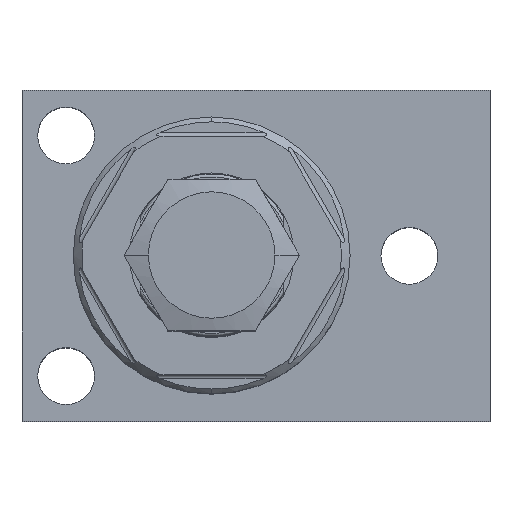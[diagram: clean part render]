
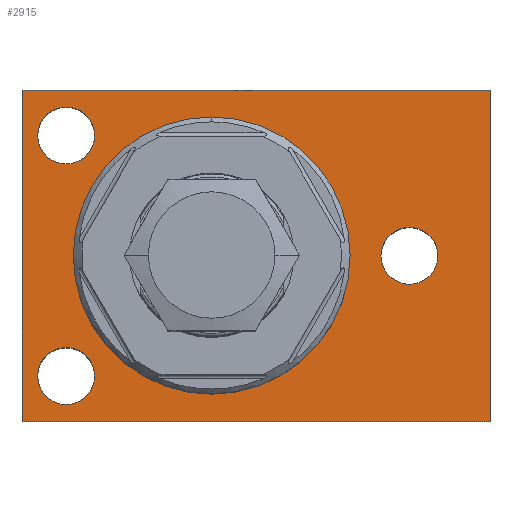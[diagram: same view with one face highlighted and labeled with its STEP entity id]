
A CAD part, top view. The second image highlights one B-rep face of the part: STEP entity #2915.
In plain terms, the highlighted planar face has unit normal (0, 0, 1).
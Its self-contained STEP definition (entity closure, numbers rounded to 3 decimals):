
#740=DIRECTION('',(0.,1.,0.));
#741=VECTOR('',#740,41.529);
#742=CARTESIAN_POINT('',(-23.8,-20.765,20.98));
#743=LINE('',#742,#741);
#744=CARTESIAN_POINT('',(0.,0.,20.98));
#745=DIRECTION('',(0.,0.,1.));
#746=DIRECTION('',(1.,0.,0.));
#747=AXIS2_PLACEMENT_3D('',#744,#745,#746);
#749=CARTESIAN_POINT('',(0.,0.,20.98));
#750=DIRECTION('',(0.,0.,1.));
#751=DIRECTION('',(-1.,0.,0.));
#752=AXIS2_PLACEMENT_3D('',#749,#750,#751);
#754=CARTESIAN_POINT('',(-18.263,-15.088,20.98));
#755=DIRECTION('',(0.,0.,-1.));
#756=DIRECTION('',(-1.,0.,0.));
#757=AXIS2_PLACEMENT_3D('',#754,#755,#756);
#759=CARTESIAN_POINT('',(-18.263,-15.088,20.98));
#760=DIRECTION('',(0.,0.,-1.));
#761=DIRECTION('',(1.,0.,0.));
#762=AXIS2_PLACEMENT_3D('',#759,#760,#761);
#764=CARTESIAN_POINT('',(-18.263,15.088,20.98));
#765=DIRECTION('',(0.,0.,-1.));
#766=DIRECTION('',(-1.,0.,0.));
#767=AXIS2_PLACEMENT_3D('',#764,#765,#766);
#769=CARTESIAN_POINT('',(-18.263,15.088,20.98));
#770=DIRECTION('',(0.,0.,-1.));
#771=DIRECTION('',(1.,0.,0.));
#772=AXIS2_PLACEMENT_3D('',#769,#770,#771);
#774=CARTESIAN_POINT('',(24.816,0.,20.98));
#775=DIRECTION('',(0.,0.,-1.));
#776=DIRECTION('',(-1.,0.,0.));
#777=AXIS2_PLACEMENT_3D('',#774,#775,#776);
#779=CARTESIAN_POINT('',(24.816,0.,20.98));
#780=DIRECTION('',(0.,0.,-1.));
#781=DIRECTION('',(1.,0.,0.));
#782=AXIS2_PLACEMENT_3D('',#779,#780,#781);
#792=DIRECTION('',(1.,0.,0.));
#793=VECTOR('',#792,58.725);
#794=CARTESIAN_POINT('',(-23.8,-20.765,20.98));
#795=LINE('',#794,#793);
#844=DIRECTION('',(0.,1.,0.));
#845=VECTOR('',#844,41.529);
#846=CARTESIAN_POINT('',(34.925,-20.765,20.98));
#847=LINE('',#846,#845);
#866=DIRECTION('',(1.,0.,0.));
#867=VECTOR('',#866,58.725);
#868=CARTESIAN_POINT('',(-23.8,20.765,20.98));
#869=LINE('',#868,#867);
#1861=CARTESIAN_POINT('',(-23.8,-20.765,20.98));
#1862=VERTEX_POINT('',#1861);
#1863=CARTESIAN_POINT('',(34.925,-20.765,20.98));
#1864=VERTEX_POINT('',#1863);
#1869=CARTESIAN_POINT('',(-23.8,20.765,20.98));
#1870=VERTEX_POINT('',#1869);
#1871=CARTESIAN_POINT('',(34.925,20.765,20.98));
#1872=VERTEX_POINT('',#1871);
#1873=CARTESIAN_POINT('',(17.374,0.,20.98));
#1874=CARTESIAN_POINT('',(-17.374,0.,20.98));
#1875=VERTEX_POINT('',#1873);
#1876=VERTEX_POINT('',#1874);
#1881=CARTESIAN_POINT('',(-21.832,-15.088,20.98));
#1882=CARTESIAN_POINT('',(-14.695,-15.088,20.98));
#1883=VERTEX_POINT('',#1881);
#1884=VERTEX_POINT('',#1882);
#1889=CARTESIAN_POINT('',(-21.831,15.088,20.98));
#1890=CARTESIAN_POINT('',(-14.694,15.088,20.98));
#1891=VERTEX_POINT('',#1889);
#1892=VERTEX_POINT('',#1890);
#1897=CARTESIAN_POINT('',(21.247,0.,20.98));
#1898=CARTESIAN_POINT('',(28.384,0.,20.98));
#1899=VERTEX_POINT('',#1897);
#1900=VERTEX_POINT('',#1898);
#2877=CARTESIAN_POINT('',(-23.8,-20.765,20.98));
#2878=DIRECTION('',(0.,0.,1.));
#2879=DIRECTION('',(1.,0.,0.));
#2880=AXIS2_PLACEMENT_3D('',#2877,#2878,#2879);
#2881=PLANE('',#2880);
#2883=ORIENTED_EDGE('',*,*,#2882,.F.);
#2885=ORIENTED_EDGE('',*,*,#2884,.T.);
#2887=ORIENTED_EDGE('',*,*,#2886,.T.);
#2889=ORIENTED_EDGE('',*,*,#2888,.F.);
#2890=EDGE_LOOP('',(#2883,#2885,#2887,#2889));
#2891=FACE_OUTER_BOUND('',#2890,.F.);
#2892=ORIENTED_EDGE('',*,*,#2865,.T.);
#2894=ORIENTED_EDGE('',*,*,#2893,.T.);
#2895=EDGE_LOOP('',(#2892,#2894));
#2896=FACE_BOUND('',#2895,.F.);
#2898=ORIENTED_EDGE('',*,*,#2897,.F.);
#2900=ORIENTED_EDGE('',*,*,#2899,.F.);
#2901=EDGE_LOOP('',(#2898,#2900));
#2902=FACE_BOUND('',#2901,.F.);
#2904=ORIENTED_EDGE('',*,*,#2903,.F.);
#2906=ORIENTED_EDGE('',*,*,#2905,.F.);
#2907=EDGE_LOOP('',(#2904,#2906));
#2908=FACE_BOUND('',#2907,.F.);
#2910=ORIENTED_EDGE('',*,*,#2909,.F.);
#2912=ORIENTED_EDGE('',*,*,#2911,.F.);
#2913=EDGE_LOOP('',(#2910,#2912));
#2914=FACE_BOUND('',#2913,.F.);
#2915=ADVANCED_FACE('',(#2891,#2896,#2902,#2908,#2914),#2881,.T.);
#748=CIRCLE('',#747,17.374);
#753=CIRCLE('',#752,17.374);
#758=CIRCLE('',#757,3.569);
#763=CIRCLE('',#762,3.569);
#768=CIRCLE('',#767,3.569);
#773=CIRCLE('',#772,3.569);
#778=CIRCLE('',#777,3.569);
#783=CIRCLE('',#782,3.569);
#2865=EDGE_CURVE('',#1875,#1876,#748,.T.);
#2882=EDGE_CURVE('',#1862,#1864,#795,.T.);
#2884=EDGE_CURVE('',#1862,#1870,#743,.T.);
#2886=EDGE_CURVE('',#1870,#1872,#869,.T.);
#2888=EDGE_CURVE('',#1864,#1872,#847,.T.);
#2893=EDGE_CURVE('',#1876,#1875,#753,.T.);
#2897=EDGE_CURVE('',#1883,#1884,#758,.T.);
#2899=EDGE_CURVE('',#1884,#1883,#763,.T.);
#2903=EDGE_CURVE('',#1891,#1892,#768,.T.);
#2905=EDGE_CURVE('',#1892,#1891,#773,.T.);
#2909=EDGE_CURVE('',#1899,#1900,#778,.T.);
#2911=EDGE_CURVE('',#1900,#1899,#783,.T.);
